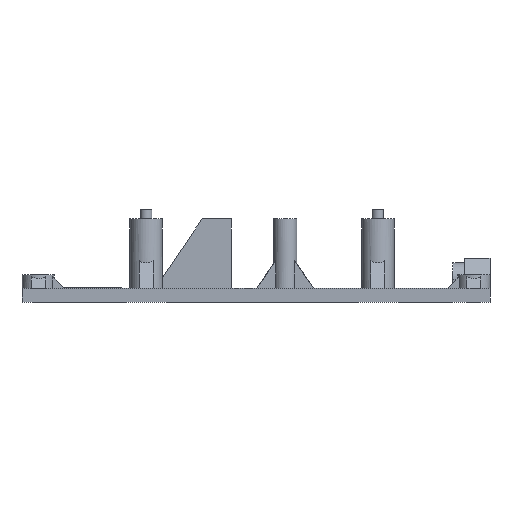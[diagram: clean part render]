
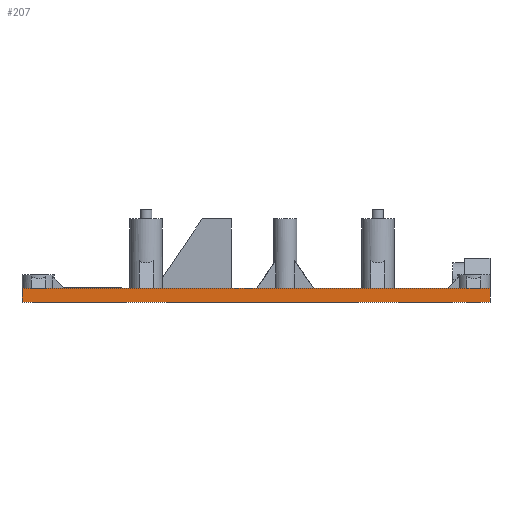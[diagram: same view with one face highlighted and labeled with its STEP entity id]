
A CAD part, front view. The second image highlights one B-rep face of the part: STEP entity #207.
In plain terms, the highlighted planar face has unit normal (0, -1, 0).
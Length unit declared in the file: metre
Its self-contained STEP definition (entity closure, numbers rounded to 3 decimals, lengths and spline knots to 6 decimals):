
#207=ADVANCED_FACE('0:149',(#572),#573,.T.);
#572=FACE_OUTER_BOUND('',#959,.T.);
#573=PLANE('',#960);
#959=EDGE_LOOP('',(#2331,#2332,#2333,#2334));
#960=AXIS2_PLACEMENT_3D('',#2335,#2336,#2337);
#2331=ORIENTED_EDGE('',*,*,#2715,.T.);
#2332=ORIENTED_EDGE('',*,*,#2949,.F.);
#2333=ORIENTED_EDGE('',*,*,#2819,.F.);
#2334=ORIENTED_EDGE('',*,*,#2950,.T.);
#2335=CARTESIAN_POINT('',(0.0935,-0.095,0.0));
#2336=DIRECTION('',(0.0,-1.0,0.0));
#2337=DIRECTION('',(1.0,0.0,0.0));
#2715=EDGE_CURVE('50:862',#3398,#3396,#3399,.F.);
#2819=EDGE_CURVE('0:173',#3583,#3578,#3585,.T.);
#2949=EDGE_CURVE('0:170',#3578,#3396,#3743,.T.);
#2950=EDGE_CURVE('0:176',#3583,#3398,#3744,.T.);
#3396=VERTEX_POINT('',#4315);
#3398=VERTEX_POINT('',#4318);
#3399=LINE('',#4319,#4320);
#3578=VERTEX_POINT('',#4593);
#3583=VERTEX_POINT('',#4600);
#3585=LINE('',#4603,#4604);
#3743=LINE('',#4859,#4860);
#3744=LINE('',#4861,#4862);
#4315=CARTESIAN_POINT('',(0.043,-0.095,0.003));
#4318=CARTESIAN_POINT('',(0.144,-0.095,0.003));
#4319=CARTESIAN_POINT('',(0.07675,-0.095,0.003));
#4320=VECTOR('',#5330,1.0);
#4593=CARTESIAN_POINT('',(0.043,-0.095,0.0));
#4600=CARTESIAN_POINT('',(0.144,-0.095,0.0));
#4603=CARTESIAN_POINT('',(0.144,-0.095,0.0));
#4604=VECTOR('',#5446,1.0);
#4859=CARTESIAN_POINT('',(0.043,-0.095,0.0));
#4860=VECTOR('',#5640,1.0);
#4861=CARTESIAN_POINT('',(0.144,-0.095,0.0));
#4862=VECTOR('',#5641,1.0);
#5330=DIRECTION('',(1.0,0.0,0.0));
#5446=DIRECTION('',(-1.0,0.0,0.0));
#5640=DIRECTION('',(0.0,0.0,1.0));
#5641=DIRECTION('',(0.0,0.0,1.0));
